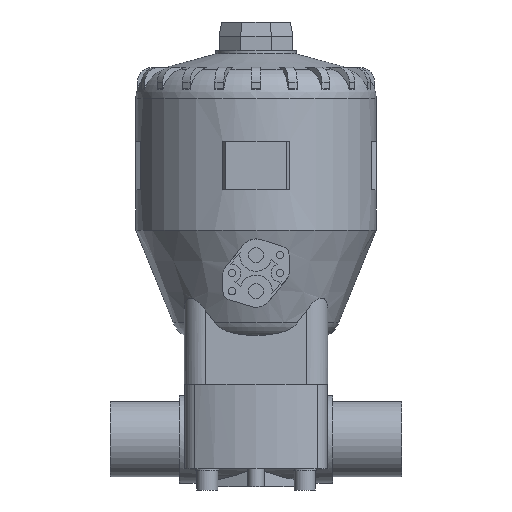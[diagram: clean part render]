
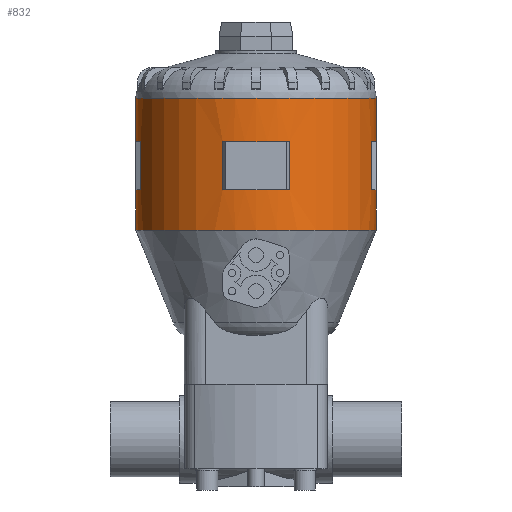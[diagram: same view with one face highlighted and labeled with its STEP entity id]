
A CAD part, front view. The second image highlights one B-rep face of the part: STEP entity #832.
In plain terms, the highlighted cylindrical face has radius 80 mm (diameter 160 mm), a partial arc.
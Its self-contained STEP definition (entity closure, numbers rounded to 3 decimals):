
#832=ADVANCED_FACE('',(#1729,#1730),#1731,.T.);
#1729=FACE_OUTER_BOUND('',#2695,.T.);
#1730=FACE_BOUND('',#2696,.T.);
#1731=CYLINDRICAL_SURFACE('',#2697,80.0);
#2695=EDGE_LOOP('',(#5169,#5170,#5171,#5172,#5173,#5174,#5175,#5176,#5177,#5178,#5179,#5180));
#2696=EDGE_LOOP('',(#5181,#5182,#5183,#5184,#5185,#5186));
#2697=AXIS2_PLACEMENT_3D('',#5187,#5188,#5189);
#5169=ORIENTED_EDGE('',*,*,#5960,.T.);
#5170=ORIENTED_EDGE('',*,*,#6227,.T.);
#5171=ORIENTED_EDGE('',*,*,#6231,.T.);
#5172=ORIENTED_EDGE('',*,*,#6220,.T.);
#5173=ORIENTED_EDGE('',*,*,#5967,.T.);
#5174=ORIENTED_EDGE('',*,*,#6361,.F.);
#5175=ORIENTED_EDGE('',*,*,#5965,.T.);
#5176=ORIENTED_EDGE('',*,*,#6266,.T.);
#5177=ORIENTED_EDGE('',*,*,#6278,.T.);
#5178=ORIENTED_EDGE('',*,*,#6281,.T.);
#5179=ORIENTED_EDGE('',*,*,#5961,.T.);
#5180=ORIENTED_EDGE('',*,*,#6763,.T.);
#5181=ORIENTED_EDGE('',*,*,#6252,.T.);
#5182=ORIENTED_EDGE('',*,*,#6240,.T.);
#5183=ORIENTED_EDGE('',*,*,#6244,.T.);
#5184=ORIENTED_EDGE('',*,*,#6258,.T.);
#5185=ORIENTED_EDGE('',*,*,#6261,.T.);
#5186=ORIENTED_EDGE('',*,*,#6248,.T.);
#5187=CARTESIAN_POINT('',(0.0,0.0,183.19));
#5188=DIRECTION('',(0.0,0.0,1.0));
#5189=DIRECTION('',(1.0,0.0,0.0));
#5960=EDGE_CURVE('',#7118,#7243,#7244,.T.);
#5961=EDGE_CURVE('',#7245,#7138,#7246,.T.);
#5965=EDGE_CURVE('',#7253,#7251,#7254,.T.);
#5967=EDGE_CURVE('',#7257,#7255,#7258,.T.);
#6220=EDGE_CURVE('',#7637,#7257,#7638,.T.);
#6227=EDGE_CURVE('',#7243,#7647,#7648,.T.);
#6231=EDGE_CURVE('',#7647,#7637,#7653,.T.);
#6240=EDGE_CURVE('',#7663,#7664,#7665,.T.);
#6244=EDGE_CURVE('',#7664,#7670,#7671,.T.);
#6248=EDGE_CURVE('',#7676,#7677,#7678,.T.);
#6252=EDGE_CURVE('',#7677,#7663,#7683,.T.);
#6258=EDGE_CURVE('',#7670,#7690,#7691,.T.);
#6261=EDGE_CURVE('',#7690,#7676,#7694,.T.);
#6266=EDGE_CURVE('',#7251,#7700,#7701,.T.);
#6278=EDGE_CURVE('',#7700,#7716,#7717,.T.);
#6281=EDGE_CURVE('',#7716,#7245,#7720,.T.);
#6361=EDGE_CURVE('',#7253,#7255,#7852,.T.);
#6763=EDGE_CURVE('',#7138,#7118,#8404,.T.);
#7118=VERTEX_POINT('',#8987);
#7138=VERTEX_POINT('',#9102);
#7243=VERTEX_POINT('',#9392);
#7244=LINE('',#9393,#9394);
#7245=VERTEX_POINT('',#9395);
#7246=LINE('',#9396,#9397);
#7251=VERTEX_POINT('',#9403);
#7253=VERTEX_POINT('',#9405);
#7254=LINE('',#9406,#9407);
#7255=VERTEX_POINT('',#9408);
#7257=VERTEX_POINT('',#9410);
#7258=LINE('',#9411,#9412);
#7637=VERTEX_POINT('',#10598);
#7638=CIRCLE('',#10599,80.0);
#7647=VERTEX_POINT('',#10612);
#7648=CIRCLE('',#10613,80.0);
#7653=LINE('',#10620,#10621);
#7663=VERTEX_POINT('',#10635);
#7664=VERTEX_POINT('',#10636);
#7665=CIRCLE('',#10637,80.0);
#7670=VERTEX_POINT('',#10644);
#7671=CIRCLE('',#10645,80.0);
#7676=VERTEX_POINT('',#10652);
#7677=VERTEX_POINT('',#10653);
#7678=CIRCLE('',#10654,80.0);
#7683=LINE('',#10661,#10662);
#7690=VERTEX_POINT('',#10672);
#7691=LINE('',#10673,#10674);
#7694=CIRCLE('',#10678,80.0);
#7700=VERTEX_POINT('',#10686);
#7701=CIRCLE('',#10687,80.0);
#7716=VERTEX_POINT('',#10709);
#7717=LINE('',#10710,#10711);
#7720=CIRCLE('',#10715,80.0);
#7852=CIRCLE('',#11413,80.0);
#8404=CIRCLE('',#12536,80.0);
#8987=CARTESIAN_POINT('',(80.0,0.0,139.323));
#9102=CARTESIAN_POINT('',(-80.0,0.,139.323));
#9392=CARTESIAN_POINT('',(80.0,0.,166.275));
#9393=CARTESIAN_POINT('',(80.0,0.,183.19));
#9394=VECTOR('',#13040,1.0);
#9395=CARTESIAN_POINT('',(-80.0,0.,166.275));
#9396=CARTESIAN_POINT('',(-80.0,0.,183.19));
#9397=VECTOR('',#13041,1.0);
#9403=CARTESIAN_POINT('',(-80.0,0.,198.275));
#9405=CARTESIAN_POINT('',(-80.0,0.,227.057));
#9406=CARTESIAN_POINT('',(-80.0,0.,183.19));
#9407=VECTOR('',#13049,1.0);
#9408=CARTESIAN_POINT('',(80.0,0.0,227.057));
#9410=CARTESIAN_POINT('',(80.0,0.,198.275));
#9411=CARTESIAN_POINT('',(80.0,0.,183.19));
#9412=VECTOR('',#13053,1.0);
#10598=CARTESIAN_POINT('',(76.887,-22.101,198.275));
#10599=AXIS2_PLACEMENT_3D('',#13312,#13313,#13314);
#10612=CARTESIAN_POINT('',(76.887,-22.101,166.275));
#10613=AXIS2_PLACEMENT_3D('',#13319,#13320,#13321);
#10620=CARTESIAN_POINT('',(76.887,-22.101,182.275));
#10621=VECTOR('',#13324,1.0);
#10635=CARTESIAN_POINT('',(-22.101,-76.887,198.275));
#10636=CARTESIAN_POINT('',(0.,-80.0,198.275));
#10637=AXIS2_PLACEMENT_3D('',#13329,#13330,#13331);
#10644=CARTESIAN_POINT('',(22.101,-76.887,198.275));
#10645=AXIS2_PLACEMENT_3D('',#13334,#13335,#13336);
#10652=CARTESIAN_POINT('',(0.,-80.0,166.275));
#10653=CARTESIAN_POINT('',(-22.101,-76.887,166.275));
#10654=AXIS2_PLACEMENT_3D('',#13339,#13340,#13341);
#10661=CARTESIAN_POINT('',(-22.101,-76.887,182.275));
#10662=VECTOR('',#13344,1.0);
#10672=CARTESIAN_POINT('',(22.101,-76.887,166.275));
#10673=CARTESIAN_POINT('',(22.101,-76.887,182.275));
#10674=VECTOR('',#13348,1.0);
#10678=AXIS2_PLACEMENT_3D('',#13350,#13351,#13352);
#10686=CARTESIAN_POINT('',(-76.887,-22.101,198.275));
#10687=AXIS2_PLACEMENT_3D('',#13355,#13356,#13357);
#10709=CARTESIAN_POINT('',(-76.887,-22.101,166.275));
#10710=CARTESIAN_POINT('',(-76.887,-22.101,182.275));
#10711=VECTOR('',#13365,1.0);
#10715=AXIS2_PLACEMENT_3D('',#13367,#13368,#13369);
#11413=AXIS2_PLACEMENT_3D('',#13432,#13433,#13434);
#12536=AXIS2_PLACEMENT_3D('',#13873,#13874,#13875);
#13040=DIRECTION('',(0.0,0.0,1.0));
#13041=DIRECTION('',(-0.0,-0.0,-1.0));
#13049=DIRECTION('',(-0.0,-0.0,-1.0));
#13053=DIRECTION('',(0.0,0.0,1.0));
#13312=CARTESIAN_POINT('',(0.0,0.0,198.275));
#13313=DIRECTION('',(0.0,-0.0,1.0));
#13314=DIRECTION('',(1.0,0.0,0.0));
#13319=CARTESIAN_POINT('',(0.0,0.0,166.275));
#13320=DIRECTION('',(0.0,0.0,-1.0));
#13321=DIRECTION('',(1.0,0.0,0.0));
#13324=DIRECTION('',(0.0,0.0,1.0));
#13329=CARTESIAN_POINT('',(0.0,0.0,198.275));
#13330=DIRECTION('',(0.0,-0.0,1.0));
#13331=DIRECTION('',(1.0,0.0,0.0));
#13334=CARTESIAN_POINT('',(0.0,0.0,198.275));
#13335=DIRECTION('',(0.0,-0.0,1.0));
#13336=DIRECTION('',(1.0,0.0,0.0));
#13339=CARTESIAN_POINT('',(0.0,0.0,166.275));
#13340=DIRECTION('',(0.0,0.0,-1.0));
#13341=DIRECTION('',(1.0,0.0,0.0));
#13344=DIRECTION('',(0.0,0.0,1.0));
#13348=DIRECTION('',(-0.0,-0.0,-1.0));
#13350=CARTESIAN_POINT('',(0.0,0.0,166.275));
#13351=DIRECTION('',(0.0,0.0,-1.0));
#13352=DIRECTION('',(1.0,0.0,0.0));
#13355=CARTESIAN_POINT('',(0.0,0.0,198.275));
#13356=DIRECTION('',(0.0,-0.0,1.0));
#13357=DIRECTION('',(1.0,0.0,0.0));
#13365=DIRECTION('',(-0.0,-0.0,-1.0));
#13367=CARTESIAN_POINT('',(0.0,0.0,166.275));
#13368=DIRECTION('',(0.0,0.0,-1.0));
#13369=DIRECTION('',(1.0,0.0,0.0));
#13432=CARTESIAN_POINT('',(0.0,0.0,227.057));
#13433=DIRECTION('',(0.0,0.0,1.0));
#13434=DIRECTION('',(1.0,0.0,0.0));
#13873=CARTESIAN_POINT('',(0.0,0.0,139.323));
#13874=DIRECTION('',(0.0,0.0,1.0));
#13875=DIRECTION('',(1.0,0.0,0.0));
